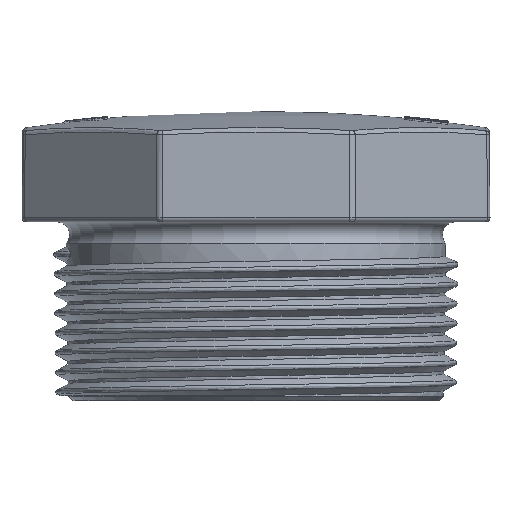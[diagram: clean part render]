
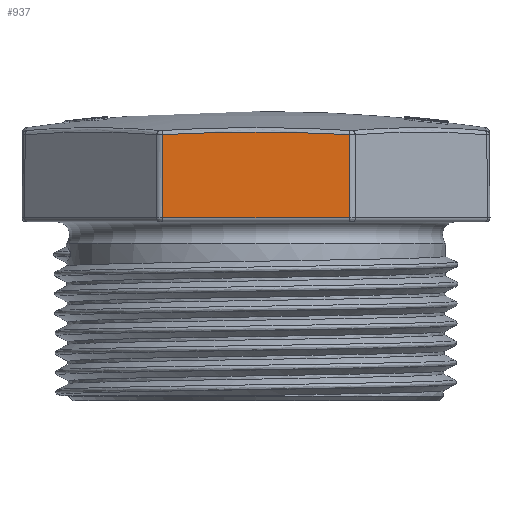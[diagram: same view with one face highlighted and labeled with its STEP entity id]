
A CAD part, front view. The second image highlights one B-rep face of the part: STEP entity #937.
In plain terms, the highlighted planar face has unit normal (0, -1, 0.009).
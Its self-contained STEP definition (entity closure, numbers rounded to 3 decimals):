
#185=PLANE('',#4235);
#275=FACE_OUTER_BOUND('',#1252,.T.);
#501=LINE('',#6536,#683);
#502=LINE('',#6539,#684);
#503=LINE('',#6541,#685);
#683=VECTOR('',#4689,1.);
#684=VECTOR('',#4690,1.);
#685=VECTOR('',#4691,1.);
#937=ADVANCED_FACE('',(#275),#185,.F.);
#1252=EDGE_LOOP('',(#1863,#1864,#1865,#1866));
#1582=CIRCLE('',#4234,187.398);
#1863=ORIENTED_EDGE('',*,*,#3446,.T.);
#1864=ORIENTED_EDGE('',*,*,#3447,.T.);
#1865=ORIENTED_EDGE('',*,*,#3448,.T.);
#1866=ORIENTED_EDGE('',*,*,#3449,.T.);
#3057=VERTEX_POINT('',#6537);
#3058=VERTEX_POINT('',#6538);
#3059=VERTEX_POINT('',#6540);
#3060=VERTEX_POINT('',#6542);
#3446=EDGE_CURVE('',#3057,#3058,#501,.T.);
#3447=EDGE_CURVE('',#3058,#3059,#502,.T.);
#3448=EDGE_CURVE('',#3059,#3060,#503,.T.);
#3449=EDGE_CURVE('',#3060,#3057,#1582,.T.);
#4234=AXIS2_PLACEMENT_3D('',#6543,#4692,#4693);
#4235=AXIS2_PLACEMENT_3D('',#6544,#4694,#4695);
#4689=DIRECTION('',(-0.004,-0.009,-1.));
#4690=DIRECTION('',(1.,0.,0.));
#4691=DIRECTION('',(-0.004,0.009,1.));
#4692=DIRECTION('',(0.,-1.,0.009));
#4693=DIRECTION('',(0.,0.009,1.));
#4694=DIRECTION('',(0.,1.,-0.009));
#4695=DIRECTION('',(0.,0.009,1.));
#6536=CARTESIAN_POINT('',(196.024,-27.499,21.585));
#6537=CARTESIAN_POINT('',(196.059,-27.415,31.265));
#6538=CARTESIAN_POINT('',(196.023,-27.5,21.504));
#6539=CARTESIAN_POINT('',(217.978,-27.5,21.504));
#6540=CARTESIAN_POINT('',(217.977,-27.5,21.504));
#6541=CARTESIAN_POINT('',(217.977,-27.5,21.503));
#6542=CARTESIAN_POINT('',(217.941,-27.415,31.265));
#6543=CARTESIAN_POINT('',(207.,-29.047,-155.807));
#6544=CARTESIAN_POINT('',(218.391,-27.5,21.504));
